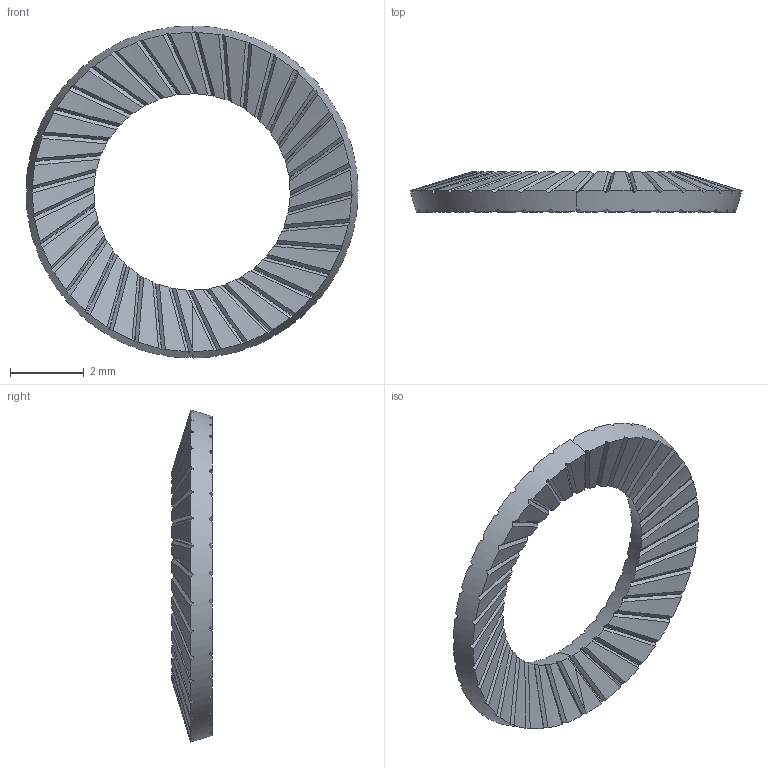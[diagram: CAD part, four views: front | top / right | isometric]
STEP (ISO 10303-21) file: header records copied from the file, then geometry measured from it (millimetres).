
FILE_DESCRIPTION (( 'STEP AP203' ), '1' );
FILE_NAME ('90895A027.step', '2014-12-02T15:42:21', ( '' ), ( '' ), 'SwSTEP 2.0', 'SolidWorks 2010', '' );
FILE_SCHEMA (( 'CONFIG_CONTROL_DESIGN' ));
Length unit declared in the file: inch
Products named in the file (1): 90895A027
Bounding box: 8.99 x 1.09 x 8.99 mm (x, y, z)
Volume: 22.8 mm3; surface area: 112.6 mm2
Topology: 1 solids, 1 shells, 296 faces, 887 edges, 591 vertices
Faces by surface type: cone 152, plane 144
Entity records: 10431 total; most frequent: CARTESIAN_POINT 3542, ORIENTED_EDGE 1774, DIRECTION 1182, EDGE_CURVE 887, VERTEX_POINT 591, AXIS2_PLACEMENT_3D 587, EDGE_LOOP 296, FACE_OUTER_BOUND 296
